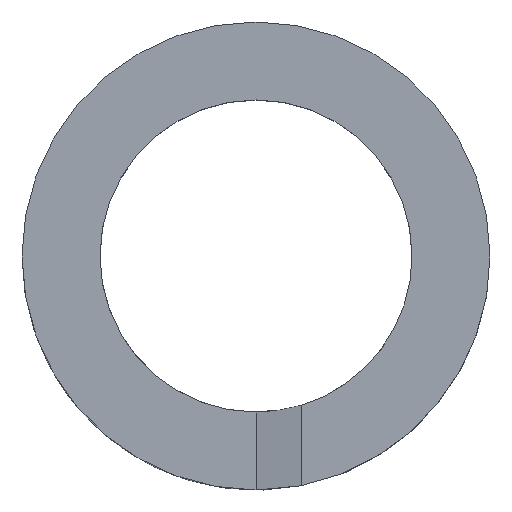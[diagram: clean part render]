
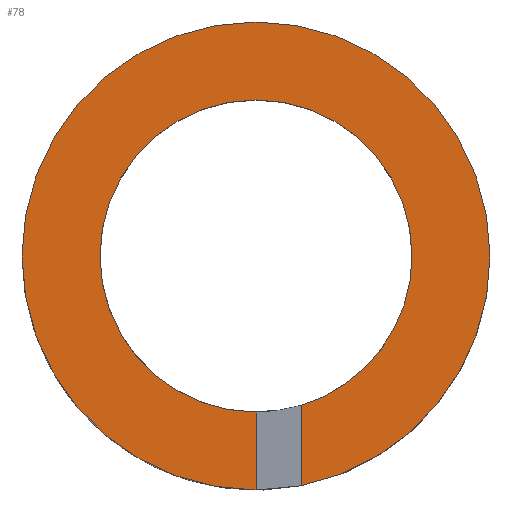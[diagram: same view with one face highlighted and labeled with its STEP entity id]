
A CAD part, top view. The second image highlights one B-rep face of the part: STEP entity #78.
In plain terms, the highlighted planar face has unit normal (0, 0, 1).
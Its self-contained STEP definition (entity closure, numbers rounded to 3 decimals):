
#1 = DIRECTION ( 'NONE',  ( 0., 0., 1. ) ) ;
#2 = CARTESIAN_POINT ( 'NONE',  ( 0., 0., 0. ) ) ;
#3 = DIRECTION ( 'NONE',  ( 1., 0., 0. ) ) ;
#4 = CIRCLE ( 'NONE', #5, 2.2 ) ;
#5 = AXIS2_PLACEMENT_3D ( 'NONE', #2, #1, #3 ) ;
#37 = EDGE_LOOP ( 'NONE', ( #79, #82, #83, #84, #135, #41, #136, #137 ) ) ;
#40 = EDGE_CURVE ( 'NONE', #140, #147, #102, .T. ) ;
#41 = ORIENTED_EDGE ( 'NONE', *, *, #146, .F. ) ;
#51 = VERTEX_POINT ( 'NONE', #85 ) ;
#53 = EDGE_CURVE ( 'NONE', #51, #144, #4, .T. ) ;
#56 = EDGE_CURVE ( 'NONE', #57, #162, #205, .T. ) ;
#57 = VERTEX_POINT ( 'NONE', #299 ) ;
#62 = VERTEX_POINT ( 'NONE', #327 ) ;
#63 = EDGE_CURVE ( 'NONE', #62, #57, #325, .T. ) ;
#78 = ADVANCED_FACE ( 'NONE', ( #309 ), #308, .T. ) ;
#79 = ORIENTED_EDGE ( 'NONE', *, *, #81, .F. ) ;
#80 = VERTEX_POINT ( 'NONE', #246 ) ;
#81 = EDGE_CURVE ( 'NONE', #62, #80, #241, .T. ) ;
#82 = ORIENTED_EDGE ( 'NONE', *, *, #63, .T. ) ;
#83 = ORIENTED_EDGE ( 'NONE', *, *, #56, .T. ) ;
#84 = ORIENTED_EDGE ( 'NONE', *, *, #150, .T. ) ;
#85 = CARTESIAN_POINT ( 'NONE',  ( 2.2, 0., 0. ) ) ;
#99 = DIRECTION ( 'NONE',  ( 0., 1., 0. ) ) ;
#100 = VECTOR ( 'NONE', #99, 1000. ) ;
#101 = CARTESIAN_POINT ( 'NONE',  ( 0., -3.3, 0. ) ) ;
#102 = LINE ( 'NONE', #101, #100 ) ;
#135 = ORIENTED_EDGE ( 'NONE', *, *, #40, .T. ) ;
#136 = ORIENTED_EDGE ( 'NONE', *, *, #53, .F. ) ;
#137 = ORIENTED_EDGE ( 'NONE', *, *, #138, .F. ) ;
#138 = EDGE_CURVE ( 'NONE', #80, #51, #273, .T. ) ;
#140 = VERTEX_POINT ( 'NONE', #266 ) ;
#144 = VERTEX_POINT ( 'NONE', #257 ) ;
#146 = EDGE_CURVE ( 'NONE', #144, #147, #255, .T. ) ;
#147 = VERTEX_POINT ( 'NONE', #256 ) ;
#150 = EDGE_CURVE ( 'NONE', #162, #140, #250, .T. ) ;
#162 = VERTEX_POINT ( 'NONE', #294 ) ;
#198 = DIRECTION ( 'NONE',  ( 1., 0., 0. ) ) ;
#205 = CIRCLE ( 'NONE', #303, 3.3 ) ;
#238 = DIRECTION ( 'NONE',  ( 0., 1., 0. ) ) ;
#239 = VECTOR ( 'NONE', #238, 1000. ) ;
#240 = CARTESIAN_POINT ( 'NONE',  ( 0.635, -3.3, 0. ) ) ;
#241 = LINE ( 'NONE', #240, #239 ) ;
#242 = DIRECTION ( 'NONE',  ( 1., 0., 0. ) ) ;
#243 = DIRECTION ( 'NONE',  ( 0., 0., 1. ) ) ;
#244 = CARTESIAN_POINT ( 'NONE',  ( 0., 0., 0. ) ) ;
#245 = AXIS2_PLACEMENT_3D ( 'NONE', #244, #243, #242 ) ;
#246 = CARTESIAN_POINT ( 'NONE',  ( 0.635, -2.106, 0. ) ) ;
#247 = DIRECTION ( 'NONE',  ( 0., 0., 1. ) ) ;
#248 = CARTESIAN_POINT ( 'NONE',  ( 0., 0., 0. ) ) ;
#249 = AXIS2_PLACEMENT_3D ( 'NONE', #248, #247, #198 ) ;
#250 = CIRCLE ( 'NONE', #249, 3.3 ) ;
#251 = DIRECTION ( 'NONE',  ( 1., 0., 0. ) ) ;
#252 = DIRECTION ( 'NONE',  ( 0., 0., 1. ) ) ;
#253 = CARTESIAN_POINT ( 'NONE',  ( 0., 0., 0. ) ) ;
#254 = AXIS2_PLACEMENT_3D ( 'NONE', #253, #252, #251 ) ;
#255 = CIRCLE ( 'NONE', #254, 2.2 ) ;
#256 = CARTESIAN_POINT ( 'NONE',  ( 0., -2.2, 0. ) ) ;
#257 = CARTESIAN_POINT ( 'NONE',  ( -2.2, 0., 0. ) ) ;
#266 = CARTESIAN_POINT ( 'NONE',  ( 0., -3.3, 0. ) ) ;
#269 = DIRECTION ( 'NONE',  ( 1., 0., 0. ) ) ;
#270 = DIRECTION ( 'NONE',  ( 0., 0., 1. ) ) ;
#271 = CARTESIAN_POINT ( 'NONE',  ( 0., 0., 0. ) ) ;
#272 = AXIS2_PLACEMENT_3D ( 'NONE', #271, #270, #269 ) ;
#273 = CIRCLE ( 'NONE', #272, 2.2 ) ;
#294 = CARTESIAN_POINT ( 'NONE',  ( -3.3, 0., 0. ) ) ;
#299 = CARTESIAN_POINT ( 'NONE',  ( 3.3, 0., 0. ) ) ;
#300 = DIRECTION ( 'NONE',  ( 1., 0., 0. ) ) ;
#301 = DIRECTION ( 'NONE',  ( 0., 0., 1. ) ) ;
#302 = CARTESIAN_POINT ( 'NONE',  ( 0., 0., 0. ) ) ;
#303 = AXIS2_PLACEMENT_3D ( 'NONE', #302, #301, #300 ) ;
#308 = PLANE ( 'NONE',  #245 ) ;
#309 = FACE_OUTER_BOUND ( 'NONE', #37, .T. ) ;
#321 = DIRECTION ( 'NONE',  ( 1., 0., 0. ) ) ;
#322 = DIRECTION ( 'NONE',  ( 0., 0., 1. ) ) ;
#323 = CARTESIAN_POINT ( 'NONE',  ( 0., 0., 0. ) ) ;
#324 = AXIS2_PLACEMENT_3D ( 'NONE', #323, #322, #321 ) ;
#325 = CIRCLE ( 'NONE', #324, 3.3 ) ;
#327 = CARTESIAN_POINT ( 'NONE',  ( 0.635, -3.238, 0. ) ) ;
